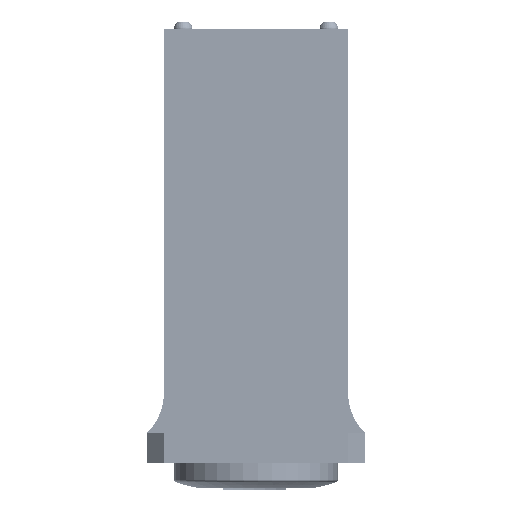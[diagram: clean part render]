
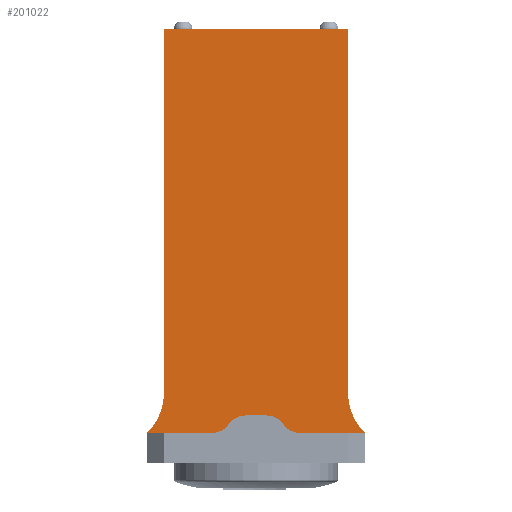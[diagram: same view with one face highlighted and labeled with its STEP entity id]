
A CAD part, front view. The second image highlights one B-rep face of the part: STEP entity #201022.
In plain terms, the highlighted planar face has unit normal (0, -1, 0).
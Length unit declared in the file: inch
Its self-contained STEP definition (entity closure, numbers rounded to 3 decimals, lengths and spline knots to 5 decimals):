
#139 = CARTESIAN_POINT ( 'NONE',  ( -2.66161, -0.84727, 0.14114 ) ) ;
#12923 = VECTOR ( 'NONE', #310386, 39.37008 ) ;
#19717 = CARTESIAN_POINT ( 'NONE',  ( -2.66161, -0.84727, 0.29114 ) ) ;
#20847 = CARTESIAN_POINT ( 'NONE',  ( -2.9142, -0.84727, 0.29114 ) ) ;
#21444 = LINE ( 'NONE', #42986, #58809 ) ;
#22390 = LINE ( 'NONE', #193369, #12923 ) ;
#30142 = DIRECTION ( 'NONE',  ( -1., 0., 0. ) ) ;
#31024 = AXIS2_PLACEMENT_3D ( 'NONE', #70938, #278850, #100753 ) ;
#31315 = VERTEX_POINT ( 'NONE', #213406 ) ;
#39241 = ORIENTED_EDGE ( 'NONE', *, *, #127994, .T. ) ;
#40996 = ORIENTED_EDGE ( 'NONE', *, *, #94811, .T. ) ;
#42986 = CARTESIAN_POINT ( 'NONE',  ( -2.0642, -0.84727, 0.16314 ) ) ;
#43085 = LINE ( 'NONE', #161515, #350336 ) ;
#46963 = CARTESIAN_POINT ( 'NONE',  ( -1.9392, -0.84727, 0.16314 ) ) ;
#51577 = ORIENTED_EDGE ( 'NONE', *, *, #240177, .F. ) ;
#58809 = VECTOR ( 'NONE', #251146, 39.37008 ) ;
#70938 = CARTESIAN_POINT ( 'NONE',  ( -3.06257, -0.84727, 0.31314 ) ) ;
#71486 = DIRECTION ( 'NONE',  ( 0., 1., 0. ) ) ;
#75924 = VERTEX_POINT ( 'NONE', #19717 ) ;
#87753 = ORIENTED_EDGE ( 'NONE', *, *, #95141, .T. ) ;
#89504 = VERTEX_POINT ( 'NONE', #46963 ) ;
#94811 = EDGE_CURVE ( 'NONE', #31315, #138945, #43085, .T. ) ;
#95141 = EDGE_CURVE ( 'NONE', #75924, #295806, #340983, .T. ) ;
#95213 = AXIS2_PLACEMENT_3D ( 'NONE', #320510, #142446, #350549 ) ;
#95764 = CARTESIAN_POINT ( 'NONE',  ( -3.4142, -0.84727, 0.45361 ) ) ;
#100753 = DIRECTION ( 'NONE',  ( -1., 0., 0. ) ) ;
#102771 = CARTESIAN_POINT ( 'NONE',  ( -3.4142, -0.84727, 3.12614 ) ) ;
#113540 = VERTEX_POINT ( 'NONE', #229864 ) ;
#115434 = AXIS2_PLACEMENT_3D ( 'NONE', #139, #208181, #30142 ) ;
#116846 = DIRECTION ( 'NONE',  ( 0., -1., 0. ) ) ;
#123284 = CARTESIAN_POINT ( 'NONE',  ( -2.81678, -0.84727, 0.29114 ) ) ;
#124895 = AXIS2_PLACEMENT_3D ( 'NONE', #295055, #116846, #324899 ) ;
#125900 = ORIENTED_EDGE ( 'NONE', *, *, #139125, .T. ) ;
#127994 = EDGE_CURVE ( 'NONE', #131012, #312968, #378604, .T. ) ;
#128355 = CIRCLE ( 'NONE', #31024, 0.15 ) ;
#131012 = VERTEX_POINT ( 'NONE', #283653 ) ;
#136926 = AXIS2_PLACEMENT_3D ( 'NONE', #329218, #151033, #358985 ) ;
#138945 = VERTEX_POINT ( 'NONE', #95764 ) ;
#139125 = EDGE_CURVE ( 'NONE', #89504, #344449, #227852, .T. ) ;
#140344 = CARTESIAN_POINT ( 'NONE',  ( -2.81678, -0.84727, 0.14114 ) ) ;
#142047 = CARTESIAN_POINT ( 'NONE',  ( -2.53872, -0.84727, 0.22714 ) ) ;
#142446 = DIRECTION ( 'NONE',  ( 0., 1., 0. ) ) ;
#146727 = EDGE_CURVE ( 'NONE', #113540, #131012, #128355, .T. ) ;
#151033 = DIRECTION ( 'NONE',  ( 0., 1., 0. ) ) ;
#160209 = AXIS2_PLACEMENT_3D ( 'NONE', #140344, #348422, #170189 ) ;
#161515 = CARTESIAN_POINT ( 'NONE',  ( -3.4142, -0.84727, 0.16314 ) ) ;
#162524 = DIRECTION ( 'NONE',  ( 1., 0., 0. ) ) ;
#170189 = DIRECTION ( 'NONE',  ( -1., 0., 0. ) ) ;
#177694 = FACE_OUTER_BOUND ( 'NONE', #355985, .T. ) ;
#181970 = CIRCLE ( 'NONE', #124895, 0.15 ) ;
#190097 = EDGE_CURVE ( 'NONE', #295806, #357687, #181970, .T. ) ;
#193369 = CARTESIAN_POINT ( 'NONE',  ( -2.0642, -0.84727, 0.16314 ) ) ;
#197104 = CARTESIAN_POINT ( 'NONE',  ( -2.0642, -0.84727, 0.16314 ) ) ;
#198435 = VERTEX_POINT ( 'NONE', #254691 ) ;
#201022 = ADVANCED_FACE ( 'NONE', ( #177694 ), #308078, .F. ) ;
#203112 = ORIENTED_EDGE ( 'NONE', *, *, #190097, .T. ) ;
#208181 = DIRECTION ( 'NONE',  ( 0., 1., 0. ) ) ;
#210521 = CARTESIAN_POINT ( 'NONE',  ( -2.41582, -0.84727, 0.16314 ) ) ;
#213406 = CARTESIAN_POINT ( 'NONE',  ( -3.4142, -0.84727, 3.12614 ) ) ;
#214673 = LINE ( 'NONE', #197104, #363488 ) ;
#215923 = EDGE_CURVE ( 'NONE', #277028, #344449, #214673, .T. ) ;
#217003 = AXIS2_PLACEMENT_3D ( 'NONE', #249610, #71486, #279410 ) ;
#219415 = CARTESIAN_POINT ( 'NONE',  ( -2.0642, -0.84727, 3.12614 ) ) ;
#221055 = ORIENTED_EDGE ( 'NONE', *, *, #363032, .T. ) ;
#227110 = DIRECTION ( 'NONE',  ( 0., 0., -1. ) ) ;
#227852 = CIRCLE ( 'NONE', #95213, 0.4 ) ;
#229864 = CARTESIAN_POINT ( 'NONE',  ( -3.06257, -0.84727, 0.16314 ) ) ;
#235551 = EDGE_CURVE ( 'NONE', #198435, #113540, #22390, .T. ) ;
#240177 = EDGE_CURVE ( 'NONE', #75924, #312968, #341124, .T. ) ;
#249610 = CARTESIAN_POINT ( 'NONE',  ( -2.0642, -0.84727, 0.16314 ) ) ;
#250361 = ORIENTED_EDGE ( 'NONE', *, *, #146727, .T. ) ;
#251146 = DIRECTION ( 'NONE',  ( 1., 0., 0. ) ) ;
#254691 = CARTESIAN_POINT ( 'NONE',  ( -3.5392, -0.84727, 0.16314 ) ) ;
#262111 = VECTOR ( 'NONE', #347234, 39.37008 ) ;
#277028 = VERTEX_POINT ( 'NONE', #219415 ) ;
#278850 = DIRECTION ( 'NONE',  ( 0., -1., 0. ) ) ;
#279089 = EDGE_CURVE ( 'NONE', #357687, #89504, #21444, .T. ) ;
#279410 = DIRECTION ( 'NONE',  ( -1., 0., 0. ) ) ;
#283653 = CARTESIAN_POINT ( 'NONE',  ( -2.93968, -0.84727, 0.22714 ) ) ;
#284346 = CARTESIAN_POINT ( 'NONE',  ( -2.0642, -0.84727, 0.45361 ) ) ;
#295055 = CARTESIAN_POINT ( 'NONE',  ( -2.41582, -0.84727, 0.31314 ) ) ;
#295806 = VERTEX_POINT ( 'NONE', #142047 ) ;
#300217 = VECTOR ( 'NONE', #162524, 39.37008 ) ;
#308078 = PLANE ( 'NONE',  #217003 ) ;
#308141 = ORIENTED_EDGE ( 'NONE', *, *, #215923, .F. ) ;
#310386 = DIRECTION ( 'NONE',  ( 1., 0., 0. ) ) ;
#312968 = VERTEX_POINT ( 'NONE', #123284 ) ;
#320510 = CARTESIAN_POINT ( 'NONE',  ( -1.6642, -0.84727, 0.45361 ) ) ;
#324899 = DIRECTION ( 'NONE',  ( -1., 0., 0. ) ) ;
#329218 = CARTESIAN_POINT ( 'NONE',  ( -3.8142, -0.84727, 0.45361 ) ) ;
#339795 = DIRECTION ( 'NONE',  ( 0., 0., -1. ) ) ;
#340983 = CIRCLE ( 'NONE', #115434, 0.15 ) ;
#341124 = LINE ( 'NONE', #20847, #262111 ) ;
#344449 = VERTEX_POINT ( 'NONE', #284346 ) ;
#347234 = DIRECTION ( 'NONE',  ( -1., 0., 0. ) ) ;
#348422 = DIRECTION ( 'NONE',  ( 0., 1., 0. ) ) ;
#348483 = ORIENTED_EDGE ( 'NONE', *, *, #235551, .T. ) ;
#350336 = VECTOR ( 'NONE', #339795, 39.37008 ) ;
#350549 = DIRECTION ( 'NONE',  ( -1., 0., 0. ) ) ;
#355985 = EDGE_LOOP ( 'NONE', ( #51577, #87753, #203112, #384772, #125900, #308141, #383847, #40996, #221055, #348483, #250361, #39241 ) ) ;
#357687 = VERTEX_POINT ( 'NONE', #210521 ) ;
#358985 = DIRECTION ( 'NONE',  ( -1., 0., 0. ) ) ;
#363032 = EDGE_CURVE ( 'NONE', #138945, #198435, #377038, .T. ) ;
#363488 = VECTOR ( 'NONE', #227110, 39.37008 ) ;
#377038 = CIRCLE ( 'NONE', #136926, 0.4 ) ;
#377054 = EDGE_CURVE ( 'NONE', #31315, #277028, #379315, .T. ) ;
#378604 = CIRCLE ( 'NONE', #160209, 0.15 ) ;
#379315 = LINE ( 'NONE', #102771, #300217 ) ;
#383847 = ORIENTED_EDGE ( 'NONE', *, *, #377054, .F. ) ;
#384772 = ORIENTED_EDGE ( 'NONE', *, *, #279089, .T. ) ;
